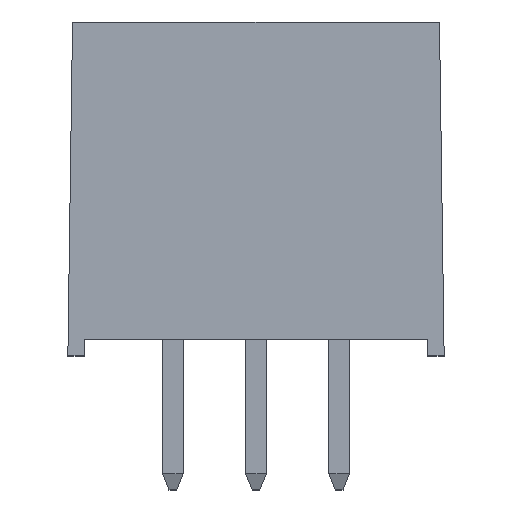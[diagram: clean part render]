
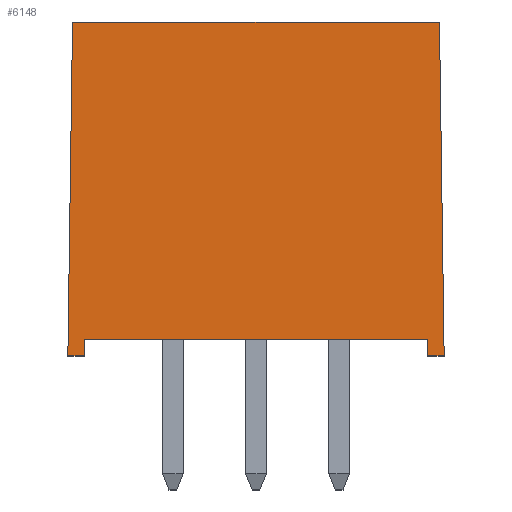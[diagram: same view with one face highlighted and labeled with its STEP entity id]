
A CAD part, top view. The second image highlights one B-rep face of the part: STEP entity #6148.
In plain terms, the highlighted face is planar.
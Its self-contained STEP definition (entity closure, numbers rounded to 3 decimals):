
#60 = EDGE_CURVE ( 'NONE', #8728, #5977, #5393, .T. ) ;
#164 = CARTESIAN_POINT ( 'NONE',  ( 5.243, 4.318, -0.5 ) ) ;
#249 = EDGE_CURVE ( 'NONE', #1075, #3876, #396, .T. ) ;
#282 = DIRECTION ( 'NONE',  ( -0.014, -0.014, -1. ) ) ;
#299 = AXIS2_PLACEMENT_3D ( 'NONE', #2184, #7727, #1499 ) ;
#396 = LINE ( 'NONE', #491, #8192 ) ;
#406 = EDGE_CURVE ( 'NONE', #2996, #6239, #6454, .T. ) ;
#490 = LINE ( 'NONE', #5414, #6369 ) ;
#491 = CARTESIAN_POINT ( 'NONE',  ( 5.75, 4.325, 0. ) ) ;
#513 = ORIENTED_EDGE ( 'NONE', *, *, #6936, .F. ) ;
#675 = CARTESIAN_POINT ( 'NONE',  ( -5.25, 4.325, 0. ) ) ;
#698 = EDGE_CURVE ( 'NONE', #3876, #5571, #1458, .T. ) ;
#828 = CARTESIAN_POINT ( 'NONE',  ( 5.75, 4.325, 0. ) ) ;
#1075 = VERTEX_POINT ( 'NONE', #828 ) ;
#1349 = ORIENTED_EDGE ( 'NONE', *, *, #698, .T. ) ;
#1409 = LINE ( 'NONE', #4200, #3259 ) ;
#1458 = LINE ( 'NONE', #6441, #2905 ) ;
#1476 = CARTESIAN_POINT ( 'NONE',  ( 5.25, 4.325, 0. ) ) ;
#1499 = DIRECTION ( 'NONE',  ( -1., 0., 0. ) ) ;
#1771 = VECTOR ( 'NONE', #7547, 1000. ) ;
#1850 = VECTOR ( 'NONE', #5434, 1000. ) ;
#2119 = CARTESIAN_POINT ( 'NONE',  ( -5.243, 4.318, -0.5 ) ) ;
#2184 = CARTESIAN_POINT ( 'NONE',  ( 6.771, 4.325, -0.008 ) ) ;
#2328 = DIRECTION ( 'NONE',  ( -1., 0., 0. ) ) ;
#2452 = VECTOR ( 'NONE', #2328, 1000. ) ;
#2905 = VECTOR ( 'NONE', #7828, 1000. ) ;
#2996 = VERTEX_POINT ( 'NONE', #675 ) ;
#3259 = VECTOR ( 'NONE', #3299, 1000. ) ;
#3299 = DIRECTION ( 'NONE',  ( 0.014, -0.014, -1. ) ) ;
#3564 = PLANE ( 'NONE',  #299 ) ;
#3876 = VERTEX_POINT ( 'NONE', #4748 ) ;
#3887 = ORIENTED_EDGE ( 'NONE', *, *, #60, .T. ) ;
#3999 = EDGE_CURVE ( 'NONE', #4670, #5977, #8764, .T. ) ;
#4200 = CARTESIAN_POINT ( 'NONE',  ( -5.75, 4.325, 0. ) ) ;
#4495 = DIRECTION ( 'NONE',  ( -0.014, -0.014, -1. ) ) ;
#4670 = VERTEX_POINT ( 'NONE', #1476 ) ;
#4696 = CARTESIAN_POINT ( 'NONE',  ( -5.243, 4.318, -0.5 ) ) ;
#4748 = CARTESIAN_POINT ( 'NONE',  ( 5.608, 4.183, -10.2 ) ) ;
#4960 = VECTOR ( 'NONE', #282, 1000. ) ;
#5393 = LINE ( 'NONE', #4696, #1850 ) ;
#5414 = CARTESIAN_POINT ( 'NONE',  ( 5.75, 4.325, 0. ) ) ;
#5434 = DIRECTION ( 'NONE',  ( 1., 0., 0. ) ) ;
#5571 = VERTEX_POINT ( 'NONE', #7765 ) ;
#5963 = ORIENTED_EDGE ( 'NONE', *, *, #6285, .T. ) ;
#5977 = VERTEX_POINT ( 'NONE', #164 ) ;
#6081 = ORIENTED_EDGE ( 'NONE', *, *, #249, .T. ) ;
#6148 = ADVANCED_FACE ( 'NONE', ( #7092 ), #3564, .T. ) ;
#6205 = CARTESIAN_POINT ( 'NONE',  ( -5.75, 4.325, 0. ) ) ;
#6228 = CARTESIAN_POINT ( 'NONE',  ( 5.25, 4.325, 0. ) ) ;
#6239 = VERTEX_POINT ( 'NONE', #6205 ) ;
#6285 = EDGE_CURVE ( 'NONE', #2996, #8728, #7875, .T. ) ;
#6369 = VECTOR ( 'NONE', #8231, 1000. ) ;
#6420 = ORIENTED_EDGE ( 'NONE', *, *, #3999, .F. ) ;
#6441 = CARTESIAN_POINT ( 'NONE',  ( 5.608, 4.183, -10.2 ) ) ;
#6442 = CARTESIAN_POINT ( 'NONE',  ( -5.25, 4.325, 0. ) ) ;
#6454 = LINE ( 'NONE', #8556, #2452 ) ;
#6936 = EDGE_CURVE ( 'NONE', #1075, #4670, #490, .T. ) ;
#7092 = FACE_OUTER_BOUND ( 'NONE', #8665, .T. ) ;
#7547 = DIRECTION ( 'NONE',  ( 0.014, -0.014, -1. ) ) ;
#7727 = DIRECTION ( 'NONE',  ( 0., 1., -0.014 ) ) ;
#7765 = CARTESIAN_POINT ( 'NONE',  ( -5.608, 4.183, -10.2 ) ) ;
#7828 = DIRECTION ( 'NONE',  ( -1., 0., 0. ) ) ;
#7875 = LINE ( 'NONE', #6442, #1771 ) ;
#8192 = VECTOR ( 'NONE', #4495, 1000. ) ;
#8231 = DIRECTION ( 'NONE',  ( -1., 0., 0. ) ) ;
#8556 = CARTESIAN_POINT ( 'NONE',  ( -5.25, 4.325, 0. ) ) ;
#8626 = ORIENTED_EDGE ( 'NONE', *, *, #9090, .F. ) ;
#8665 = EDGE_LOOP ( 'NONE', ( #6420, #513, #6081, #1349, #8626, #8910, #5963, #3887 ) ) ;
#8728 = VERTEX_POINT ( 'NONE', #2119 ) ;
#8764 = LINE ( 'NONE', #6228, #4960 ) ;
#8910 = ORIENTED_EDGE ( 'NONE', *, *, #406, .F. ) ;
#9090 = EDGE_CURVE ( 'NONE', #6239, #5571, #1409, .T. ) ;
